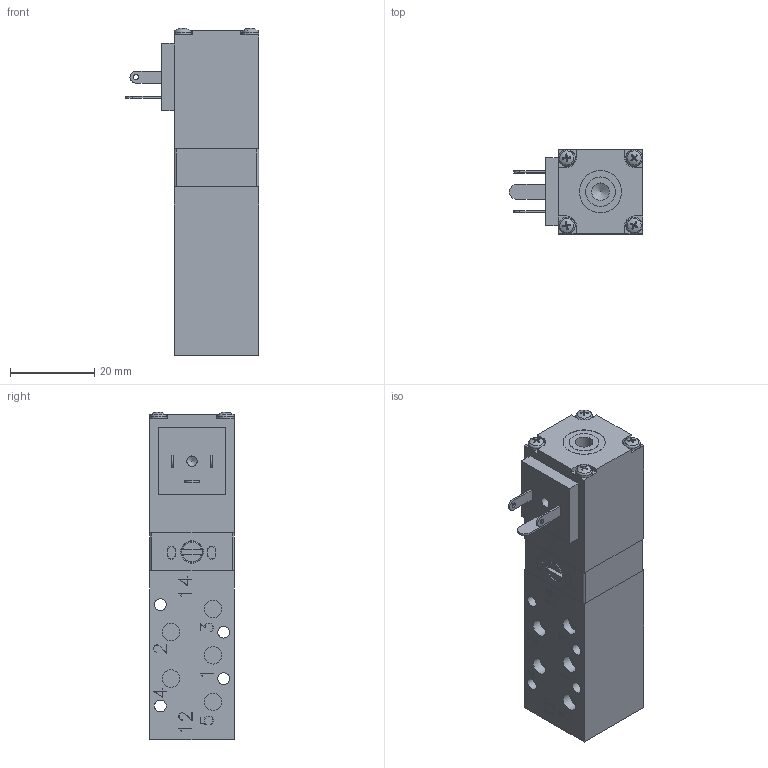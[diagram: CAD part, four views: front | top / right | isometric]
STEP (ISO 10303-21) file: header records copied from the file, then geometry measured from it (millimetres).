
FILE_DESCRIPTION (( 'STEP AP214' ), '1' );
FILE_NAME ('M-20-510-HN-412_Airtec.step', '2018-12-14T07:50:31', ( '' ), ( '' ), 'SwSTEP 2.0', 'SolidWorks 2010', '' );
FILE_SCHEMA (( 'AUTOMOTIVE_DESIGN' ));
Length unit declared in the file: millimetre
Products named in the file (1): M-20-510-HN-412_Airtec
Bounding box: 31.6 x 20 x 77.59 mm (x, y, z)
Volume: 30743.7 mm3; surface area: 8511 mm2
Topology: 1 solids, 1 shells, 463 faces, 1257 edges, 824 vertices
Faces by surface type: plane 353, cone 51, cylinder 35, torus 20, sphere 4
Full cylindrical faces by diameter (mm): 1.2 x2, 2.013 x4, 2.459 x1, 2.8 x4, 4.134 x6, 7 x1, 10 x1, 10.1 x1
Entity records: 17206 total; most frequent: CARTESIAN_POINT 3054, ORIENTED_EDGE 2398, DIRECTION 2198, EDGE_CURVE 1199, LINE 928, VECTOR 928, VERTEX_POINT 807, AXIS2_PLACEMENT_3D 635
